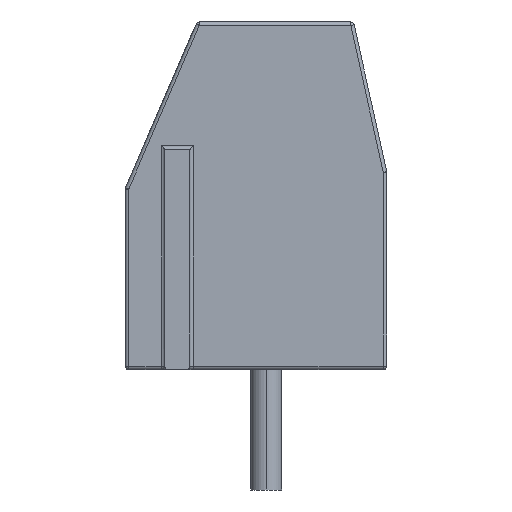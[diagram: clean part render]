
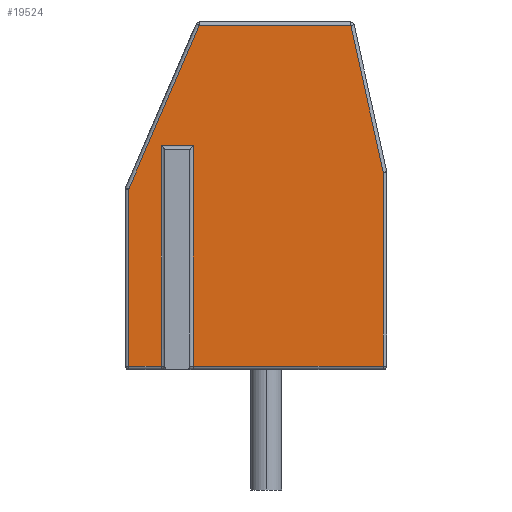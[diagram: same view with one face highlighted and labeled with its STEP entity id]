
A CAD part, left-side view. The second image highlights one B-rep face of the part: STEP entity #19524.
In plain terms, the highlighted planar face has unit normal (-1, 0, 0).
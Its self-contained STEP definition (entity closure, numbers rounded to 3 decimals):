
#449 = LINE ( 'NONE', #33966, #8283 ) ;
#995 = EDGE_CURVE ( 'NONE', #23434, #4953, #12724, .T. ) ;
#1096 = ORIENTED_EDGE ( 'NONE', *, *, #11172, .T. ) ;
#1464 = LINE ( 'NONE', #4722, #1660 ) ;
#1660 = VECTOR ( 'NONE', #12016, 1000. ) ;
#1898 = CARTESIAN_POINT ( 'NONE',  ( -22.5, 4.1, 0.1 ) ) ;
#2068 = ORIENTED_EDGE ( 'NONE', *, *, #25292, .T. ) ;
#2149 = DIRECTION ( 'NONE',  ( 0., 0.396, -0.918 ) ) ;
#2171 = CARTESIAN_POINT ( 'NONE',  ( -22.5, 2.12, 6.5 ) ) ;
#2886 = VECTOR ( 'NONE', #6947, 1000. ) ;
#3723 = CARTESIAN_POINT ( 'NONE',  ( -22.5, -2.13, 11.477 ) ) ;
#4059 = EDGE_LOOP ( 'NONE', ( #16903, #1096, #10899, #24337, #15675, #2068, #28557, #25178, #33694, #9288 ) ) ;
#4301 = DIRECTION ( 'NONE',  ( 0., 0., -1. ) ) ;
#4450 = CARTESIAN_POINT ( 'NONE',  ( -22.5, 1.949, 10. ) ) ;
#4722 = CARTESIAN_POINT ( 'NONE',  ( -22.5, 4.1, 0.1 ) ) ;
#4728 = EDGE_CURVE ( 'NONE', #26465, #19233, #1464, .T. ) ;
#4921 = CARTESIAN_POINT ( 'NONE',  ( -22.5, 2.25, 9.302 ) ) ;
#4953 = VERTEX_POINT ( 'NONE', #21610 ) ;
#4956 = LINE ( 'NONE', #15474, #17107 ) ;
#5855 = EDGE_CURVE ( 'NONE', #30233, #26725, #25233, .T. ) ;
#6049 = EDGE_CURVE ( 'NONE', #19233, #27553, #29729, .T. ) ;
#6177 = DIRECTION ( 'NONE',  ( 0., 1., 0. ) ) ;
#6392 = VERTEX_POINT ( 'NONE', #2171 ) ;
#6947 = DIRECTION ( 'NONE',  ( 0., -1., 0. ) ) ;
#7129 = DIRECTION ( 'NONE',  ( 0., 0., 1. ) ) ;
#7425 = LINE ( 'NONE', #27997, #29406 ) ;
#7982 = CARTESIAN_POINT ( 'NONE',  ( -22.5, 3.051, 0.1 ) ) ;
#8283 = VECTOR ( 'NONE', #21318, 1000. ) ;
#8599 = CARTESIAN_POINT ( 'NONE',  ( -22.5, 3.051, 6.5 ) ) ;
#9079 = LINE ( 'NONE', #33232, #16398 ) ;
#9288 = ORIENTED_EDGE ( 'NONE', *, *, #4728, .T. ) ;
#9309 = PLANE ( 'NONE',  #19439 ) ;
#10899 = ORIENTED_EDGE ( 'NONE', *, *, #24554, .T. ) ;
#11172 = EDGE_CURVE ( 'NONE', #27553, #32742, #19381, .T. ) ;
#12016 = DIRECTION ( 'NONE',  ( 0., -1., 0. ) ) ;
#12394 = CARTESIAN_POINT ( 'NONE',  ( -22.5, -3.4, 5.729 ) ) ;
#12724 = LINE ( 'NONE', #4921, #21213 ) ;
#13647 = DIRECTION ( 'NONE',  ( 0., 0., 1. ) ) ;
#15068 = EDGE_CURVE ( 'NONE', #4953, #21543, #7425, .T. ) ;
#15463 = EDGE_CURVE ( 'NONE', #26725, #6392, #449, .T. ) ;
#15474 = CARTESIAN_POINT ( 'NONE',  ( -22.5, 2.015, 10. ) ) ;
#15675 = ORIENTED_EDGE ( 'NONE', *, *, #15068, .T. ) ;
#16398 = VECTOR ( 'NONE', #24582, 1000. ) ;
#16545 = CARTESIAN_POINT ( 'NONE',  ( -22.5, -3.4, 10.1 ) ) ;
#16903 = ORIENTED_EDGE ( 'NONE', *, *, #6049, .T. ) ;
#17107 = VECTOR ( 'NONE', #6177, 1000. ) ;
#19050 = VECTOR ( 'NONE', #13647, 1000. ) ;
#19233 = VERTEX_POINT ( 'NONE', #28599 ) ;
#19381 = LINE ( 'NONE', #3723, #25347 ) ;
#19439 = AXIS2_PLACEMENT_3D ( 'NONE', #28144, #23237, #25827 ) ;
#19524 = ADVANCED_FACE ( 'NONE', ( #32969 ), #9309, .F. ) ;
#20527 = LINE ( 'NONE', #1898, #2886 ) ;
#21213 = VECTOR ( 'NONE', #2149, 1000. ) ;
#21318 = DIRECTION ( 'NONE',  ( 0., -1., 0. ) ) ;
#21543 = VERTEX_POINT ( 'NONE', #33932 ) ;
#21610 = CARTESIAN_POINT ( 'NONE',  ( -22.5, 4., 5.245 ) ) ;
#22913 = CARTESIAN_POINT ( 'NONE',  ( -22.5, 2.12, 0.1 ) ) ;
#23237 = DIRECTION ( 'NONE',  ( 1., 0., 0. ) ) ;
#23434 = VERTEX_POINT ( 'NONE', #4450 ) ;
#23497 = VECTOR ( 'NONE', #7129, 1000. ) ;
#24337 = ORIENTED_EDGE ( 'NONE', *, *, #995, .T. ) ;
#24554 = EDGE_CURVE ( 'NONE', #32742, #23434, #4956, .T. ) ;
#24582 = DIRECTION ( 'NONE',  ( 0., 0., -1. ) ) ;
#25178 = ORIENTED_EDGE ( 'NONE', *, *, #15463, .T. ) ;
#25233 = LINE ( 'NONE', #30803, #23497 ) ;
#25292 = EDGE_CURVE ( 'NONE', #21543, #30233, #20527, .T. ) ;
#25347 = VECTOR ( 'NONE', #30161, 1000. ) ;
#25827 = DIRECTION ( 'NONE',  ( 0., 0., -1. ) ) ;
#26465 = VERTEX_POINT ( 'NONE', #22913 ) ;
#26725 = VERTEX_POINT ( 'NONE', #8599 ) ;
#27553 = VERTEX_POINT ( 'NONE', #12394 ) ;
#27997 = CARTESIAN_POINT ( 'NONE',  ( -22.5, 4., 10.1 ) ) ;
#28144 = CARTESIAN_POINT ( 'NONE',  ( -22.5, 4.1, 10.1 ) ) ;
#28557 = ORIENTED_EDGE ( 'NONE', *, *, #5855, .T. ) ;
#28599 = CARTESIAN_POINT ( 'NONE',  ( -22.5, -3.4, 0.1 ) ) ;
#29041 = CARTESIAN_POINT ( 'NONE',  ( -22.5, -2.456, 10. ) ) ;
#29406 = VECTOR ( 'NONE', #4301, 1000. ) ;
#29729 = LINE ( 'NONE', #16545, #19050 ) ;
#30161 = DIRECTION ( 'NONE',  ( 0., 0.216, 0.976 ) ) ;
#30233 = VERTEX_POINT ( 'NONE', #7982 ) ;
#30803 = CARTESIAN_POINT ( 'NONE',  ( -22.5, 3.051, 6.4 ) ) ;
#31710 = EDGE_CURVE ( 'NONE', #6392, #26465, #9079, .T. ) ;
#32742 = VERTEX_POINT ( 'NONE', #29041 ) ;
#32969 = FACE_OUTER_BOUND ( 'NONE', #4059, .T. ) ;
#33232 = CARTESIAN_POINT ( 'NONE',  ( -22.5, 2.12, 0. ) ) ;
#33694 = ORIENTED_EDGE ( 'NONE', *, *, #31710, .T. ) ;
#33932 = CARTESIAN_POINT ( 'NONE',  ( -22.5, 4., 0.1 ) ) ;
#33966 = CARTESIAN_POINT ( 'NONE',  ( -22.5, 2.22, 6.5 ) ) ;
